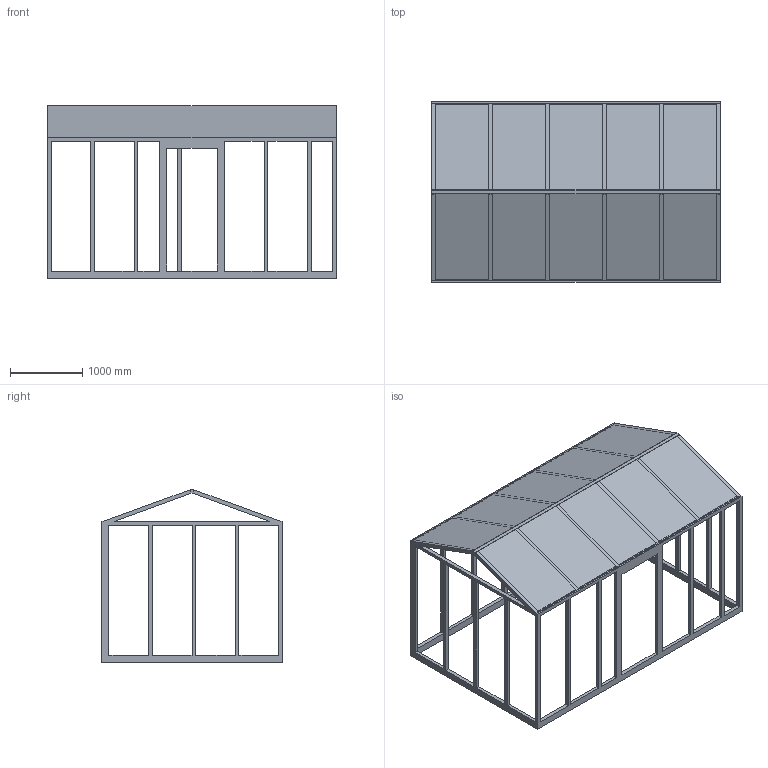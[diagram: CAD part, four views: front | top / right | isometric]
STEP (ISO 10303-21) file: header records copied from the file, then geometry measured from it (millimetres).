
FILE_DESCRIPTION(('Open CASCADE Model'),'2;1');
FILE_NAME('Open CASCADE Shape Model','2025-08-28T02:32:54',('Author'),( 'Open CASCADE'),'Open CASCADE STEP processor 7.7','Open CASCADE 7.7' ,'Unknown');
FILE_SCHEMA(('AUTOMOTIVE_DESIGN { 1 0 10303 214 1 1 1 1 }'));
Length unit declared in the file: millimetre
Products named in the file (1): Open CASCADE STEP translator 7.7 1
Bounding box: 4000 x 2500 x 2388.45 mm (x, y, z)
Volume: 334944051.4 mm3; surface area: 39236947.8 mm2
Topology: 1 solids, 1 shells, 189 faces, 673 edges, 445 vertices
Faces by surface type: plane 189
Entity records: 15566 total; most frequent: CARTESIAN_POINT 3046, DIRECTION 2007, LINE 1627, VECTOR 1627, ORIENTED_EDGE 1346, PCURVE 1346, DEFINITIONAL_REPRESENTATION 1346, EDGE_CURVE 673
